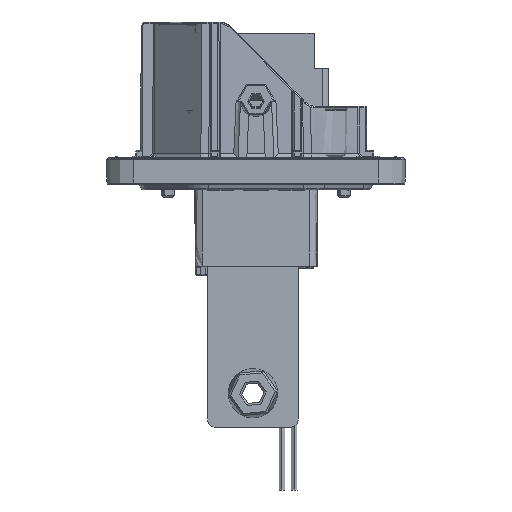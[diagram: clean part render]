
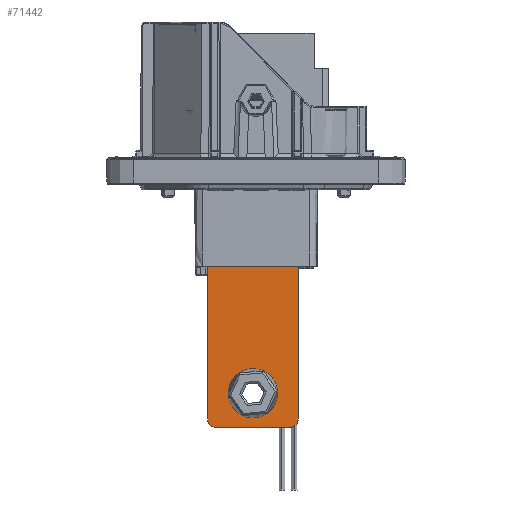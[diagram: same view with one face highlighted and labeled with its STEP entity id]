
A CAD part, left-side view. The second image highlights one B-rep face of the part: STEP entity #71442.
In plain terms, the highlighted planar face has unit normal (-1, 0, 0).
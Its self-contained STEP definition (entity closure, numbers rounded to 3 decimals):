
#327 = DIRECTION ( 'NONE',  ( 0., 0., -1. ) ) ;
#1085 = LINE ( 'NONE', #1479, #56774 ) ;
#1349 = DIRECTION ( 'NONE',  ( 0., 1., 0. ) ) ;
#1466 = CARTESIAN_POINT ( 'NONE',  ( -39.243, -144.25, 53.831 ) ) ;
#1479 = CARTESIAN_POINT ( 'NONE',  ( -39.243, -144.25, 50.581 ) ) ;
#1717 = CIRCLE ( 'NONE', #15065, 0.3 ) ;
#2393 = CARTESIAN_POINT ( 'NONE',  ( -39.243, -144.55, 50.281 ) ) ;
#2398 = AXIS2_PLACEMENT_3D ( 'NONE', #67635, #61949, #9870 ) ;
#2788 = CARTESIAN_POINT ( 'NONE',  ( -39.243, -164.65, 55.631 ) ) ;
#3110 = LINE ( 'NONE', #30574, #18919 ) ;
#3891 = CARTESIAN_POINT ( 'NONE',  ( -39.243, -158.825, 19.901 ) ) ;
#5547 = EDGE_CURVE ( 'NONE', #68678, #20564, #5968, .T. ) ;
#5968 = CIRCLE ( 'NONE', #67873, 4.375 ) ;
#6285 = ORIENTED_EDGE ( 'NONE', *, *, #18095, .T. ) ;
#6320 = DIRECTION ( 'NONE',  ( 0., -1., 0. ) ) ;
#6552 = EDGE_CURVE ( 'NONE', #25070, #28358, #37752, .T. ) ;
#7225 = VERTEX_POINT ( 'NONE', #14227 ) ;
#7271 = DIRECTION ( 'NONE',  ( 1., 0., 0. ) ) ;
#7639 = LINE ( 'NONE', #16324, #29007 ) ;
#7640 = CARTESIAN_POINT ( 'NONE',  ( -39.243, -146.05, 50.881 ) ) ;
#7673 = LINE ( 'NONE', #19072, #16823 ) ;
#7825 = AXIS2_PLACEMENT_3D ( 'NONE', #62550, #22228, #33615 ) ;
#9870 = DIRECTION ( 'NONE',  ( 0., 1., 0. ) ) ;
#11638 = ORIENTED_EDGE ( 'NONE', *, *, #19073, .T. ) ;
#13066 = ORIENTED_EDGE ( 'NONE', *, *, #66695, .T. ) ;
#14227 = CARTESIAN_POINT ( 'NONE',  ( -39.243, -145.75, 53.531 ) ) ;
#14235 = DIRECTION ( 'NONE',  ( 0., 0., -1. ) ) ;
#15065 = AXIS2_PLACEMENT_3D ( 'NONE', #17594, #33559, #74286 ) ;
#15307 = EDGE_CURVE ( 'NONE', #65154, #43511, #29098, .T. ) ;
#15474 = DIRECTION ( 'NONE',  ( 0., 1., 0. ) ) ;
#15746 = EDGE_CURVE ( 'NONE', #56224, #57912, #52691, .T. ) ;
#16324 = CARTESIAN_POINT ( 'NONE',  ( -39.243, -164.65, 56.031 ) ) ;
#16823 = VECTOR ( 'NONE', #64702, 1000. ) ;
#17594 = CARTESIAN_POINT ( 'NONE',  ( -39.243, -145.75, 53.231 ) ) ;
#18095 = EDGE_CURVE ( 'NONE', #68257, #38391, #7639, .T. ) ;
#18244 = EDGE_CURVE ( 'NONE', #20564, #68678, #65540, .T. ) ;
#18297 = DIRECTION ( 'NONE',  ( -1., 0., 0. ) ) ;
#18919 = VECTOR ( 'NONE', #61638, 1000. ) ;
#19072 = CARTESIAN_POINT ( 'NONE',  ( -39.243, -146.05, 53.531 ) ) ;
#19073 = EDGE_CURVE ( 'NONE', #28010, #61371, #21866, .T. ) ;
#19420 = EDGE_CURVE ( 'NONE', #57912, #58769, #1085, .T. ) ;
#20564 = VERTEX_POINT ( 'NONE', #20821 ) ;
#20821 = CARTESIAN_POINT ( 'NONE',  ( -39.243, -150.075, 19.901 ) ) ;
#21670 = CARTESIAN_POINT ( 'NONE',  ( -39.243, -144.55, 53.531 ) ) ;
#21866 = CIRCLE ( 'NONE', #75301, 0.3 ) ;
#22228 = DIRECTION ( 'NONE',  ( -1., 0., 0. ) ) ;
#23391 = CARTESIAN_POINT ( 'NONE',  ( -39.243, -164.65, 12.131 ) ) ;
#23399 = DIRECTION ( 'NONE',  ( 0., 1., 0. ) ) ;
#23442 = AXIS2_PLACEMENT_3D ( 'NONE', #65652, #64908, #43176 ) ;
#24909 = LINE ( 'NONE', #65238, #26645 ) ;
#24927 = DIRECTION ( 'NONE',  ( -1., 0., 0. ) ) ;
#25070 = VERTEX_POINT ( 'NONE', #49708 ) ;
#26645 = VECTOR ( 'NONE', #65611, 1000. ) ;
#26780 = CARTESIAN_POINT ( 'NONE',  ( -39.243, -164.65, 14.131 ) ) ;
#27096 = EDGE_CURVE ( 'NONE', #65724, #28010, #7673, .T. ) ;
#28010 = VERTEX_POINT ( 'NONE', #7640 ) ;
#28275 = VECTOR ( 'NONE', #15474, 1000. ) ;
#28358 = VERTEX_POINT ( 'NONE', #1466 ) ;
#29007 = VECTOR ( 'NONE', #73725, 1000. ) ;
#29098 = LINE ( 'NONE', #23391, #36879 ) ;
#29484 = CARTESIAN_POINT ( 'NONE',  ( -39.243, -164.95, 63.431 ) ) ;
#30518 = DIRECTION ( 'NONE',  ( -1., 0., 0. ) ) ;
#30574 = CARTESIAN_POINT ( 'NONE',  ( -39.243, -164.95, 55.631 ) ) ;
#32631 = ORIENTED_EDGE ( 'NONE', *, *, #37419, .T. ) ;
#33559 = DIRECTION ( 'NONE',  ( 1., 0., 0. ) ) ;
#33615 = DIRECTION ( 'NONE',  ( 0., 1., 0. ) ) ;
#35179 = PLANE ( 'NONE',  #46765 ) ;
#36443 = CIRCLE ( 'NONE', #60742, 2. ) ;
#36879 = VECTOR ( 'NONE', #6320, 1000. ) ;
#37419 = EDGE_CURVE ( 'NONE', #43511, #68257, #68538, .T. ) ;
#37525 = CARTESIAN_POINT ( 'NONE',  ( -39.243, -146.05, 50.581 ) ) ;
#37752 = LINE ( 'NONE', #60980, #45289 ) ;
#38186 = CARTESIAN_POINT ( 'NONE',  ( -39.243, -144.55, 50.581 ) ) ;
#38391 = VERTEX_POINT ( 'NONE', #2788 ) ;
#38523 = ORIENTED_EDGE ( 'NONE', *, *, #5547, .F. ) ;
#40001 = VERTEX_POINT ( 'NONE', #21670 ) ;
#43176 = DIRECTION ( 'NONE',  ( 0., 1., 0. ) ) ;
#43511 = VERTEX_POINT ( 'NONE', #66913 ) ;
#45289 = VECTOR ( 'NONE', #14235, 1000. ) ;
#46240 = CARTESIAN_POINT ( 'NONE',  ( -39.243, -144.25, 14.131 ) ) ;
#46518 = CIRCLE ( 'NONE', #23442, 0.3 ) ;
#46765 = AXIS2_PLACEMENT_3D ( 'NONE', #29484, #24927, #23399 ) ;
#46967 = ORIENTED_EDGE ( 'NONE', *, *, #47888, .T. ) ;
#47304 = CARTESIAN_POINT ( 'NONE',  ( -39.243, -145.75, 50.581 ) ) ;
#47888 = EDGE_CURVE ( 'NONE', #7225, #65724, #1717, .T. ) ;
#47954 = DIRECTION ( 'NONE',  ( 0., 1., 0. ) ) ;
#48831 = ORIENTED_EDGE ( 'NONE', *, *, #50135, .F. ) ;
#49708 = CARTESIAN_POINT ( 'NONE',  ( -39.243, -144.25, 55.631 ) ) ;
#50135 = EDGE_CURVE ( 'NONE', #25070, #38391, #3110, .T. ) ;
#51766 = ORIENTED_EDGE ( 'NONE', *, *, #27096, .T. ) ;
#52691 = CIRCLE ( 'NONE', #53974, 0.3 ) ;
#53275 = CARTESIAN_POINT ( 'NONE',  ( -39.243, -144.25, 50.281 ) ) ;
#53543 = EDGE_CURVE ( 'NONE', #58769, #65154, #36443, .T. ) ;
#53974 = AXIS2_PLACEMENT_3D ( 'NONE', #2393, #30518, #70460 ) ;
#54713 = EDGE_CURVE ( 'NONE', #40001, #7225, #24909, .T. ) ;
#55473 = ORIENTED_EDGE ( 'NONE', *, *, #58823, .T. ) ;
#56224 = VERTEX_POINT ( 'NONE', #38186 ) ;
#56774 = VECTOR ( 'NONE', #327, 1000. ) ;
#57058 = ORIENTED_EDGE ( 'NONE', *, *, #6552, .T. ) ;
#57912 = VERTEX_POINT ( 'NONE', #53275 ) ;
#58630 = ORIENTED_EDGE ( 'NONE', *, *, #53543, .T. ) ;
#58769 = VERTEX_POINT ( 'NONE', #46240 ) ;
#58823 = EDGE_CURVE ( 'NONE', #28358, #40001, #46518, .T. ) ;
#59147 = DIRECTION ( 'NONE',  ( -1., 0., 0. ) ) ;
#59519 = ORIENTED_EDGE ( 'NONE', *, *, #18244, .F. ) ;
#59553 = FACE_BOUND ( 'NONE', #68362, .T. ) ;
#59757 = EDGE_LOOP ( 'NONE', ( #48831, #57058, #55473, #66343, #46967, #51766, #11638, #13066, #70424, #65703, #58630, #63162, #32631, #6285 ) ) ;
#60742 = AXIS2_PLACEMENT_3D ( 'NONE', #70541, #59147, #1349 ) ;
#60980 = CARTESIAN_POINT ( 'NONE',  ( -39.243, -144.25, 56.031 ) ) ;
#61371 = VERTEX_POINT ( 'NONE', #47304 ) ;
#61638 = DIRECTION ( 'NONE',  ( 0., -1., 0. ) ) ;
#61949 = DIRECTION ( 'NONE',  ( -1., 0., 0. ) ) ;
#62550 = CARTESIAN_POINT ( 'NONE',  ( -39.243, -162.65, 14.131 ) ) ;
#63162 = ORIENTED_EDGE ( 'NONE', *, *, #15307, .T. ) ;
#64684 = CARTESIAN_POINT ( 'NONE',  ( -39.243, -146.25, 12.131 ) ) ;
#64702 = DIRECTION ( 'NONE',  ( 0., 0., -1. ) ) ;
#64908 = DIRECTION ( 'NONE',  ( -1., 0., 0. ) ) ;
#65072 = CARTESIAN_POINT ( 'NONE',  ( -39.243, -145.75, 50.881 ) ) ;
#65154 = VERTEX_POINT ( 'NONE', #64684 ) ;
#65238 = CARTESIAN_POINT ( 'NONE',  ( -39.243, -144.25, 53.531 ) ) ;
#65255 = FACE_OUTER_BOUND ( 'NONE', #59757, .T. ) ;
#65540 = CIRCLE ( 'NONE', #2398, 4.375 ) ;
#65611 = DIRECTION ( 'NONE',  ( 0., -1., 0. ) ) ;
#65652 = CARTESIAN_POINT ( 'NONE',  ( -39.243, -144.55, 53.831 ) ) ;
#65703 = ORIENTED_EDGE ( 'NONE', *, *, #19420, .T. ) ;
#65724 = VERTEX_POINT ( 'NONE', #71711 ) ;
#66343 = ORIENTED_EDGE ( 'NONE', *, *, #54713, .T. ) ;
#66695 = EDGE_CURVE ( 'NONE', #61371, #56224, #73263, .T. ) ;
#66913 = CARTESIAN_POINT ( 'NONE',  ( -39.243, -162.65, 12.131 ) ) ;
#67635 = CARTESIAN_POINT ( 'NONE',  ( -39.243, -154.45, 19.901 ) ) ;
#67873 = AXIS2_PLACEMENT_3D ( 'NONE', #70389, #18297, #69263 ) ;
#68257 = VERTEX_POINT ( 'NONE', #26780 ) ;
#68362 = EDGE_LOOP ( 'NONE', ( #59519, #38523 ) ) ;
#68538 = CIRCLE ( 'NONE', #7825, 2. ) ;
#68678 = VERTEX_POINT ( 'NONE', #3891 ) ;
#69263 = DIRECTION ( 'NONE',  ( 0., 1., 0. ) ) ;
#70389 = CARTESIAN_POINT ( 'NONE',  ( -39.243, -154.45, 19.901 ) ) ;
#70424 = ORIENTED_EDGE ( 'NONE', *, *, #15746, .T. ) ;
#70460 = DIRECTION ( 'NONE',  ( 0., 1., 0. ) ) ;
#70541 = CARTESIAN_POINT ( 'NONE',  ( -39.243, -146.25, 14.131 ) ) ;
#71442 = ADVANCED_FACE ( 'NONE', ( #65255, #59553 ), #35179, .T. ) ;
#71711 = CARTESIAN_POINT ( 'NONE',  ( -39.243, -146.05, 53.231 ) ) ;
#73263 = LINE ( 'NONE', #37525, #28275 ) ;
#73725 = DIRECTION ( 'NONE',  ( 0., 0., 1. ) ) ;
#74286 = DIRECTION ( 'NONE',  ( 0., 1., 0. ) ) ;
#75301 = AXIS2_PLACEMENT_3D ( 'NONE', #65072, #7271, #47954 ) ;
